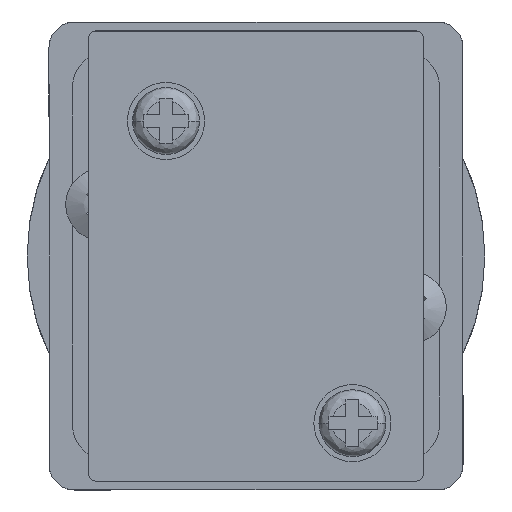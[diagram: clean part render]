
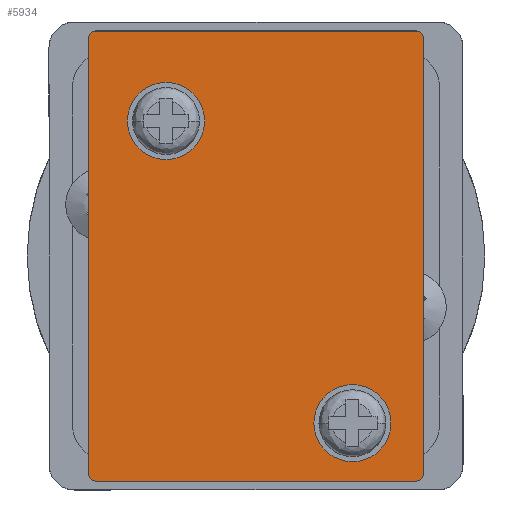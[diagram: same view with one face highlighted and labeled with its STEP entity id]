
A CAD part, front view. The second image highlights one B-rep face of the part: STEP entity #5934.
In plain terms, the highlighted planar face has unit normal (0, -1, 0).
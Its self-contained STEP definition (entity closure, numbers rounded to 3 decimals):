
#762 = PLANE ( 'NONE',  #15358 ) ;
#771 = CARTESIAN_POINT ( 'NONE',  ( -12.5, -41.361, -52.361 ) ) ;
#1486 = DIRECTION ( 'NONE',  ( 0., -1., 0. ) ) ;
#1584 = VERTEX_POINT ( 'NONE', #25880 ) ;
#2225 = LINE ( 'NONE', #3241, #33666 ) ;
#3137 = VERTEX_POINT ( 'NONE', #40647 ) ;
#3241 = CARTESIAN_POINT ( 'NONE',  ( -13., -41.361, -34.861 ) ) ;
#3396 = CARTESIAN_POINT ( 'NONE',  ( 13., -41.361, -17.861 ) ) ;
#4154 = DIRECTION ( 'NONE',  ( 0., -1., 0. ) ) ;
#4726 = DIRECTION ( 'NONE',  ( 0., 1., 0. ) ) ;
#5934 = ADVANCED_FACE ( 'NONE', ( #42008, #51547, #9319 ), #762, .F. ) ;
#6015 = EDGE_CURVE ( 'NONE', #12181, #19379, #47743, .T. ) ;
#6306 = EDGE_CURVE ( 'NONE', #50467, #44309, #2225, .T. ) ;
#6593 = VERTEX_POINT ( 'NONE', #47542 ) ;
#7728 = CIRCLE ( 'NONE', #45994, 0.5 ) ;
#8639 = EDGE_CURVE ( 'NONE', #19764, #19570, #7728, .T. ) ;
#8999 = DIRECTION ( 'NONE',  ( -1., 0., 0. ) ) ;
#9319 = FACE_BOUND ( 'NONE', #43075, .T. ) ;
#9814 = CARTESIAN_POINT ( 'NONE',  ( 4.5, -41.361, -47.861 ) ) ;
#10562 = EDGE_LOOP ( 'NONE', ( #32133, #26334 ) ) ;
#10903 = DIRECTION ( 'NONE',  ( 0., 1., 0. ) ) ;
#11195 = ORIENTED_EDGE ( 'NONE', *, *, #6015, .F. ) ;
#11273 = VECTOR ( 'NONE', #19843, 1000. ) ;
#11278 = VECTOR ( 'NONE', #30305, 1000. ) ;
#11430 = CARTESIAN_POINT ( 'NONE',  ( -7., -41.361, -24.361 ) ) ;
#11524 = CARTESIAN_POINT ( 'NONE',  ( 0., -41.361, -17.361 ) ) ;
#11926 = ORIENTED_EDGE ( 'NONE', *, *, #30432, .F. ) ;
#12181 = VERTEX_POINT ( 'NONE', #49888 ) ;
#12713 = VERTEX_POINT ( 'NONE', #41609 ) ;
#12907 = CARTESIAN_POINT ( 'NONE',  ( -10., -41.361, -24.361 ) ) ;
#15234 = CARTESIAN_POINT ( 'NONE',  ( 7.5, -41.361, -47.861 ) ) ;
#15358 = AXIS2_PLACEMENT_3D ( 'NONE', #41595, #4726, #8999 ) ;
#15614 = DIRECTION ( 'NONE',  ( 1., 0., 0. ) ) ;
#16556 = VERTEX_POINT ( 'NONE', #9814 ) ;
#18140 = EDGE_CURVE ( 'NONE', #44309, #3137, #50061, .T. ) ;
#18255 = ORIENTED_EDGE ( 'NONE', *, *, #42324, .T. ) ;
#18575 = LINE ( 'NONE', #32766, #29431 ) ;
#19377 = DIRECTION ( 'NONE',  ( 1., 0., 0. ) ) ;
#19379 = VERTEX_POINT ( 'NONE', #12907 ) ;
#19570 = VERTEX_POINT ( 'NONE', #3396 ) ;
#19764 = VERTEX_POINT ( 'NONE', #41508 ) ;
#19843 = DIRECTION ( 'NONE',  ( 1., 0., 0. ) ) ;
#20449 = DIRECTION ( 'NONE',  ( -1., 0., 0. ) ) ;
#20630 = CARTESIAN_POINT ( 'NONE',  ( -12.5, -41.361, -51.861 ) ) ;
#20806 = CARTESIAN_POINT ( 'NONE',  ( -12.5, -41.361, -17.861 ) ) ;
#21247 = ORIENTED_EDGE ( 'NONE', *, *, #6306, .F. ) ;
#22363 = CIRCLE ( 'NONE', #52110, 3. ) ;
#22686 = AXIS2_PLACEMENT_3D ( 'NONE', #20806, #49363, #24924 ) ;
#23077 = CARTESIAN_POINT ( 'NONE',  ( 12.5, -41.361, -51.861 ) ) ;
#23538 = LINE ( 'NONE', #11524, #11273 ) ;
#24745 = DIRECTION ( 'NONE',  ( -1., 0., 0. ) ) ;
#24924 = DIRECTION ( 'NONE',  ( -1., 0., 0. ) ) ;
#25880 = CARTESIAN_POINT ( 'NONE',  ( 10.5, -41.361, -47.861 ) ) ;
#26062 = CARTESIAN_POINT ( 'NONE',  ( -7., -41.361, -24.361 ) ) ;
#26334 = ORIENTED_EDGE ( 'NONE', *, *, #51921, .F. ) ;
#26891 = AXIS2_PLACEMENT_3D ( 'NONE', #28713, #4154, #32838 ) ;
#27206 = DIRECTION ( 'NONE',  ( -1., 0., 0. ) ) ;
#27364 = CIRCLE ( 'NONE', #26891, 3. ) ;
#27774 = ORIENTED_EDGE ( 'NONE', *, *, #46573, .F. ) ;
#27834 = DIRECTION ( 'NONE',  ( 0., 0., 1. ) ) ;
#28713 = CARTESIAN_POINT ( 'NONE',  ( 7.5, -41.361, -47.861 ) ) ;
#29169 = EDGE_CURVE ( 'NONE', #12713, #6593, #37025, .T. ) ;
#29431 = VECTOR ( 'NONE', #20449, 1000. ) ;
#30164 = DIRECTION ( 'NONE',  ( 1., 0., 0. ) ) ;
#30305 = DIRECTION ( 'NONE',  ( 0., 0., 1. ) ) ;
#30432 = EDGE_CURVE ( 'NONE', #43270, #50467, #44557, .T. ) ;
#30565 = LINE ( 'NONE', #38717, #11278 ) ;
#31832 = AXIS2_PLACEMENT_3D ( 'NONE', #26062, #1486, #30164 ) ;
#31866 = ORIENTED_EDGE ( 'NONE', *, *, #41532, .F. ) ;
#32133 = ORIENTED_EDGE ( 'NONE', *, *, #53115, .F. ) ;
#32766 = CARTESIAN_POINT ( 'NONE',  ( 0., -41.361, -52.361 ) ) ;
#32838 = DIRECTION ( 'NONE',  ( 1., 0., 0. ) ) ;
#33666 = VECTOR ( 'NONE', #27834, 1000. ) ;
#35525 = CARTESIAN_POINT ( 'NONE',  ( 12.5, -41.361, -17.861 ) ) ;
#35747 = EDGE_CURVE ( 'NONE', #19379, #12181, #41728, .T. ) ;
#36114 = AXIS2_PLACEMENT_3D ( 'NONE', #20630, #49177, #24745 ) ;
#36348 = CARTESIAN_POINT ( 'NONE',  ( -13., -41.361, -51.861 ) ) ;
#37025 = CIRCLE ( 'NONE', #47650, 0.5 ) ;
#38717 = CARTESIAN_POINT ( 'NONE',  ( 13., -41.361, -17.361 ) ) ;
#39165 = ORIENTED_EDGE ( 'NONE', *, *, #35747, .F. ) ;
#39611 = DIRECTION ( 'NONE',  ( -1., 0., 0. ) ) ;
#40116 = ORIENTED_EDGE ( 'NONE', *, *, #29169, .F. ) ;
#40120 = DIRECTION ( 'NONE',  ( 0., -1., 0. ) ) ;
#40647 = CARTESIAN_POINT ( 'NONE',  ( -12.5, -41.361, -17.361 ) ) ;
#41508 = CARTESIAN_POINT ( 'NONE',  ( 12.5, -41.361, -17.361 ) ) ;
#41532 = EDGE_CURVE ( 'NONE', #3137, #19764, #23538, .T. ) ;
#41595 = CARTESIAN_POINT ( 'NONE',  ( 0., -41.361, -34.861 ) ) ;
#41609 = CARTESIAN_POINT ( 'NONE',  ( 13., -41.361, -51.861 ) ) ;
#41728 = CIRCLE ( 'NONE', #44763, 3. ) ;
#42008 = FACE_OUTER_BOUND ( 'NONE', #52682, .T. ) ;
#42324 = EDGE_CURVE ( 'NONE', #12713, #19570, #30565, .T. ) ;
#43075 = EDGE_LOOP ( 'NONE', ( #11195, #39165 ) ) ;
#43270 = VERTEX_POINT ( 'NONE', #771 ) ;
#43877 = DIRECTION ( 'NONE',  ( 0., -1., 0. ) ) ;
#44309 = VERTEX_POINT ( 'NONE', #46291 ) ;
#44557 = CIRCLE ( 'NONE', #36114, 0.5 ) ;
#44763 = AXIS2_PLACEMENT_3D ( 'NONE', #11430, #40120, #15614 ) ;
#45994 = AXIS2_PLACEMENT_3D ( 'NONE', #35525, #10903, #39611 ) ;
#46291 = CARTESIAN_POINT ( 'NONE',  ( -13., -41.361, -17.861 ) ) ;
#46573 = EDGE_CURVE ( 'NONE', #6593, #43270, #18575, .T. ) ;
#46637 = ORIENTED_EDGE ( 'NONE', *, *, #18140, .F. ) ;
#47542 = CARTESIAN_POINT ( 'NONE',  ( 12.5, -41.361, -52.361 ) ) ;
#47615 = ORIENTED_EDGE ( 'NONE', *, *, #8639, .F. ) ;
#47650 = AXIS2_PLACEMENT_3D ( 'NONE', #23077, #51601, #27206 ) ;
#47743 = CIRCLE ( 'NONE', #31832, 3. ) ;
#49177 = DIRECTION ( 'NONE',  ( 0., 1., 0. ) ) ;
#49363 = DIRECTION ( 'NONE',  ( 0., 1., 0. ) ) ;
#49888 = CARTESIAN_POINT ( 'NONE',  ( -4., -41.361, -24.361 ) ) ;
#50061 = CIRCLE ( 'NONE', #22686, 0.5 ) ;
#50467 = VERTEX_POINT ( 'NONE', #36348 ) ;
#51547 = FACE_BOUND ( 'NONE', #10562, .T. ) ;
#51601 = DIRECTION ( 'NONE',  ( 0., 1., 0. ) ) ;
#51921 = EDGE_CURVE ( 'NONE', #16556, #1584, #22363, .T. ) ;
#52110 = AXIS2_PLACEMENT_3D ( 'NONE', #15234, #43877, #19377 ) ;
#52682 = EDGE_LOOP ( 'NONE', ( #46637, #21247, #11926, #27774, #40116, #18255, #47615, #31866 ) ) ;
#53115 = EDGE_CURVE ( 'NONE', #1584, #16556, #27364, .T. ) ;
